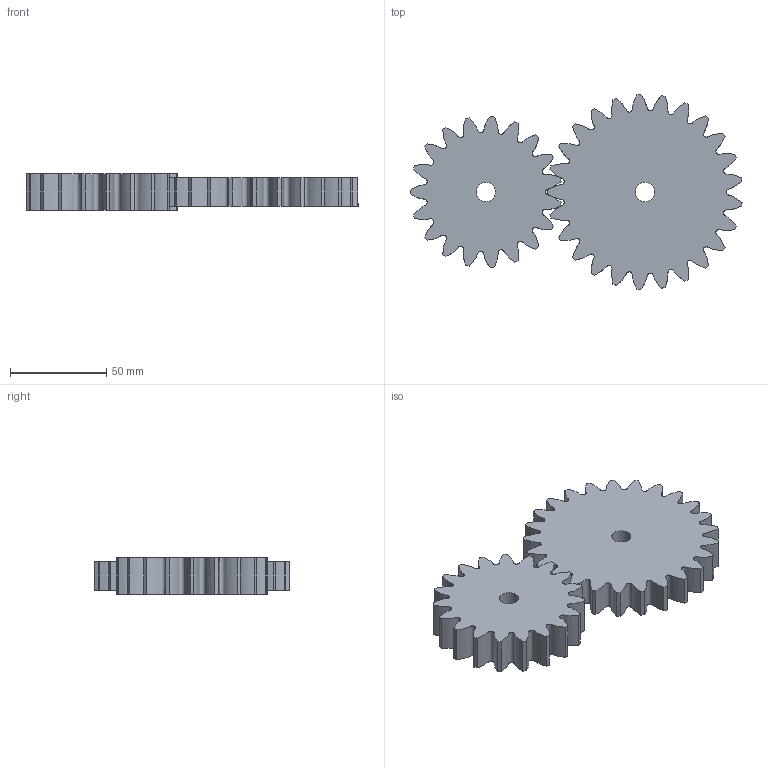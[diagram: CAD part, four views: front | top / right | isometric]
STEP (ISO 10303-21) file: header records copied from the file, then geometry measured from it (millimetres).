
FILE_DESCRIPTION (( 'STEP AP214' ), '1' );
FILE_NAME ('6.STEP', '2025-07-16T01:58:36', ( '' ), ( '' ), 'SwSTEP 2.0', 'SolidWorks 2022', '' );
FILE_SCHEMA (( 'AUTOMOTIVE_DESIGN' ));
Length unit declared in the file: millimetre
Products named in the file (3): 6; SpurGear2_GearTrax; SpurGear1_GearTrax
Assembly tree (2 placements, depth 2):
  6
    SpurGear1_GearTrax
    SpurGear2_GearTrax
Bounding box: 172.22 x 101.16 x 19 mm (x, y, z)
Volume: 168391.8 mm3; surface area: 38596.8 mm2
Topology: 2 solids, 2 shells, 96 faces, 276 edges, 184 vertices
Faces by surface type: cylinder 48, bspline 44, plane 4
Entity records: 12134 total; most frequent: CARTESIAN_POINT 9709, ORIENTED_EDGE 552, DIRECTION 398, EDGE_CURVE 276, VERTEX_POINT 184, AXIS2_PLACEMENT_3D 153, EDGE_LOOP 100, CIRCLE 96
